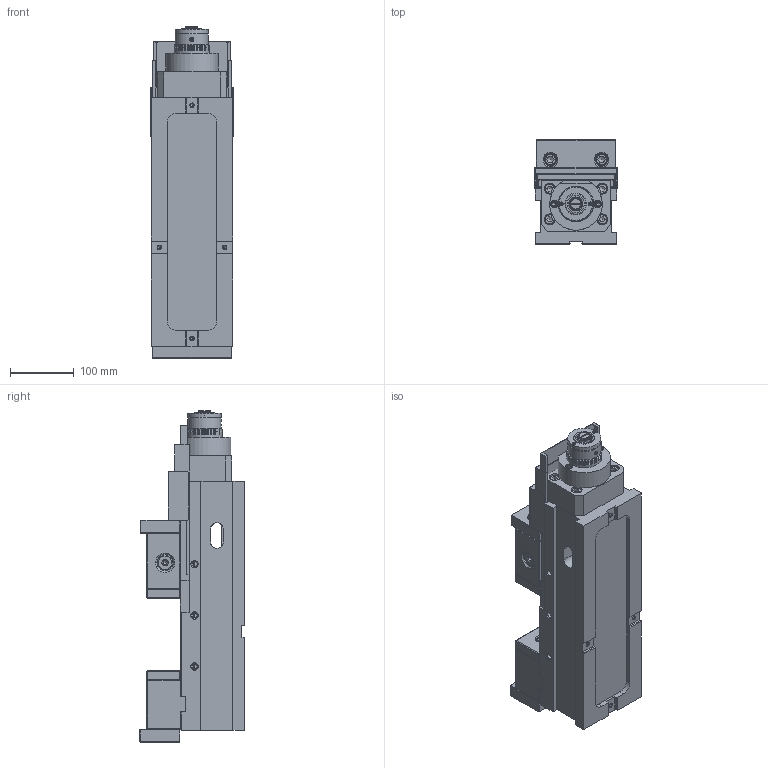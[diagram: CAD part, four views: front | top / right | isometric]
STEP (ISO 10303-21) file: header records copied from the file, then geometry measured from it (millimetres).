
FILE_DESCRIPTION(/* description */ (''),/* implementation_level */ '2;1');
FILE_NAME(/* name */ '3AVQ-125.stp',/* time_stamp */ '2015-09-16T08:37:28+08:00',/* author */ ('user'),/* organization */ (''),/* preprocessor_version */ 'ST-DEVELOPER v15.2',/* originating_system */ 'Autodesk Inventor 2014',/* authorisation */ '');
FILE_SCHEMA (('AUTOMOTIVE_DESIGN { 1 0 10303 214 3 1 1 }'));
Length unit declared in the file: millimetre
Products named in the file (47): AVQ5101 本台; AVQ5302-固定顎; AVQ5301-活動顎; AVQ5303-作動桿; AVQ5103-螺桿固定塊; AVQ5102-間隔片; AVQ5104-盤片墊片; AVQ5-1盤型碟片; ALQ-5705; FP6505-防塵螺絲; ALQ6731-母螺紋套; ALQ6732-公螺紋套; ALQ6735-調節套筒; ALQ6736-防塵墊片; ALQ6737-防塵橡膠; ); HP620 - 彈簧導銷; HP621 - 彈簧調整螺帽; 50J15100; C型扣環-軸用S38; 鋼珠-10; OB1541-彈簧(組合壓縮狀); 無頭-M5x0.75Px5L; CAP-M3x8L; 無頭-M6x6L; ALQ-5704; ALQ-5調壓組; AVQ-5750; ALQ100固定塊組; AVQ5401-鉗口; ANSI B18.3.1M - M10x1.5 x 20(2); ANSI B18.3.1M - M12x1.75 x 65(2); ANSI B18.3.6M - M12x1.75 x 12(2); AVQ5402-前外鉗口; AVQ5403-後外鉗口; ANSI B18.3.6M - M8x1.25 x 10(2); ANSI B18.3.1M - M12x1.75 x 25(2); ANSI B18.3.1M - M10x1.5 x 40(2); ANSI B18.3.1M - M6x1 x 35(1); AVQ5A01-外防塵蓋之一 ...
Bounding box: 128.7 x 164 x 519.4 mm (x, y, z)
Volume: 4812783.1 mm3; surface area: 823607.9 mm2
Topology: 71 solids, 71 shells, 1777 faces, 4297 edges, 2723 vertices
Faces by surface type: plane 1073, cone 331, cylinder 279, torus 81, sphere 7, bspline 6
Full cylindrical faces by diameter (mm): 2.459 x2, 2.5 x2, 3 x3, 3.242 x6, 3.3 x2, 4 x6, 4.04 x1, 4.2 x2, 4.5 x6, 4.917 x9, 5 x4, 5.5 x2, 6 x9, 6.06 x2, 6.1 x3, 6.5 x3, 6.6 x2, 6.647 x2, 8 x8, 8.376 x14, 8.5 x1, 9 x4, 9.5 x1, 10 x11, 10.106 x9, 10.5 x1, 11 x4, 11.5 x6, 12 x11, 12.4 x1
Entity records: 37284 total; most frequent: CARTESIAN_POINT 9309, DIRECTION 5656, ORIENTED_EDGE 5054, EDGE_CURVE 2525, AXIS2_PLACEMENT_3D 2045, VERTEX_POINT 1817, EDGE_LOOP 1798, LINE 1566
